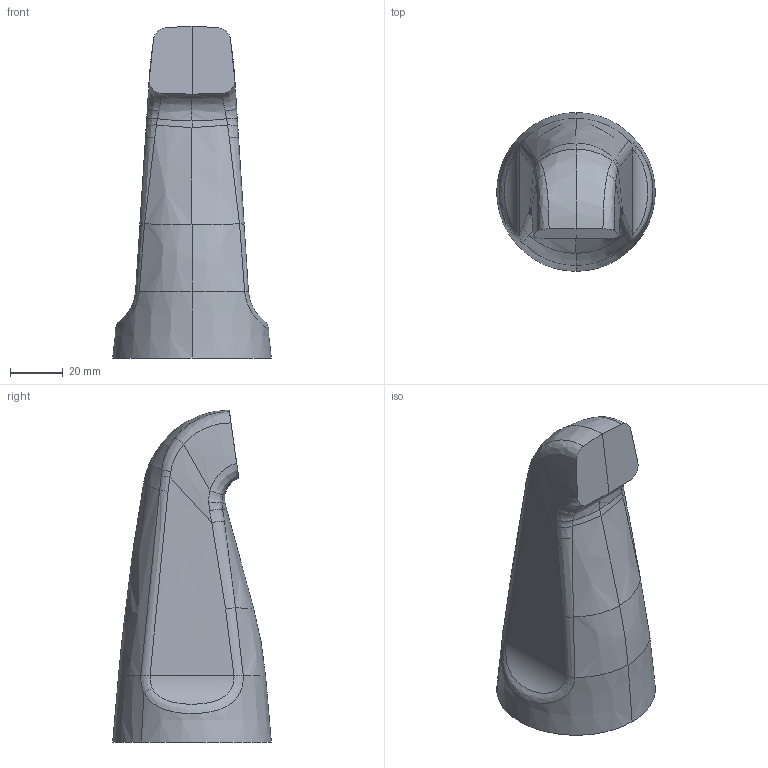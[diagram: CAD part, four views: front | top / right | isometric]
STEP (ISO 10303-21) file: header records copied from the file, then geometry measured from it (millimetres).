
FILE_DESCRIPTION((''),'2;1');
FILE_NAME('220_ASM','2021-01-26T09:57:38',('rsmith'),(''),'CREO PARAMETRIC BY PTC INC, 2018400','CREO PARAMETRIC BY PTC INC, 2018400','');
FILE_SCHEMA(('AUTOMOTIVE_DESIGN { 1 0 10303 214 1 1 1 1 }'));
Length unit declared in the file: inch
Products named in the file (2): 50829; 220_ASM
Assembly tree (1 placements, depth 2):
  220_ASM
    50829
Bounding box: 60.32 x 60.33 x 126.24 mm (x, y, z)
Volume: 194761.9 mm3; surface area: 21218.7 mm2
Topology: 1 solids, 1 shells, 55 faces, 132 edges, 79 vertices
Faces by surface type: bspline 52, cylinder 2, plane 1
Entity records: 3903 total; most frequent: CARTESIAN_POINT 2352, ORIENTED_EDGE 264, COLOUR_RGB 148, PRESENTATION_STYLE_ASSIGNMENT 133, STYLED_ITEM 133, CURVE_STYLE 132, EDGE_CURVE 132, B_SPLINE_CURVE_WITH_KNOTS 100
